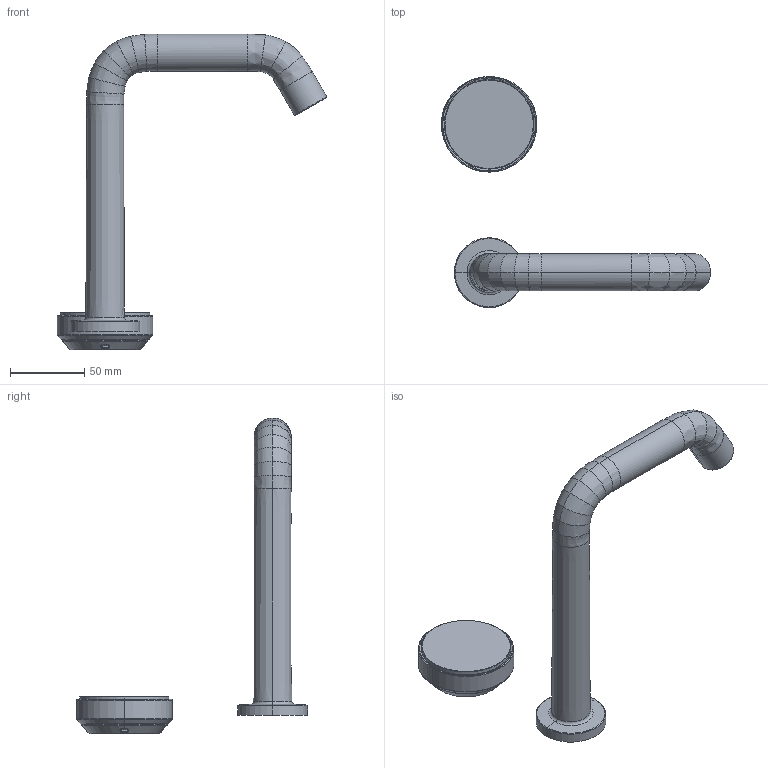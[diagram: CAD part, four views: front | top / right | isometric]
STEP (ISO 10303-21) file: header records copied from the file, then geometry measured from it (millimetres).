
FILE_DESCRIPTION(('CATIA V6 STEP','CAx-IF Rec.Pracs.--- Model Styling and Organization---1.5--- 2016-08-15','CAx-IF Rec.Pracs.---Supplemental Geometry---1.0---2011-11-01','CAx-IF Rec.Pracs.--- Composite Materials ---3.4---2017-06-13','CAx-IF Rec.Pracs.---Tessellated 3D Geometry---1.0---2015-12-17'),'2;1');
FILE_NAME('prd-HG-00287026.stp','2023-02-16T07:28:52+00:00',('none'),('none'),'3DEXPERIENCE Platform3DEXPERIENCE R2021x HotFix 8','3DEXPERIENCE Platform STEP AP242 v2','none');
FILE_SCHEMA(('AP242_MANAGED_MODEL_BASED_3D_ENGINEERING_MIM_LF {1 0 10303 442 1 1 4}'));
Length unit declared in the file: millimetre
Products named in the file (7): P-2_HG_Tecturis_S_2-Loch_WTA_150_CoolS; P-2_Ventilgehaeuse_AVP_BetterSlim; P-2_Fuehrungsring_AVPDN5T; P-2_Griffring_AVPDN5T; P-2_Glasdeckel_AVPDN5T; P-2_Auslauf_WTA_3L-2L_Keramik_BetterSlim; P-2_SR_CA-M18,5x1_HC_TJ_1,2gpm_DC_pink
Assembly tree (6 placements, depth 3):
  P-2_HG_Tecturis_S_2-Loch_WTA_150_CoolS
    P-2_Ventilgehaeuse_AVP_BetterSlim
      P-2_Fuehrungsring_AVPDN5T
      P-2_Griffring_AVPDN5T
      P-2_Glasdeckel_AVPDN5T
    P-2_Auslauf_WTA_3L-2L_Keramik_BetterSlim
    P-2_SR_CA-M18,5x1_HC_TJ_1,2gpm_DC_pink
Bounding box: 181.63 x 155.75 x 213 mm (x, y, z)
Volume: 257019.2 mm3; surface area: 54613.3 mm2
Topology: 6 solids, 6 shells, 1049 faces, 2390 edges, 1362 vertices
Faces by surface type: cylinder 681, plane 183, torus 83, bspline 66, cone 34, sphere 2
Entity records: 32550 total; most frequent: CARTESIAN_POINT 12272, ORIENTED_EDGE 4780, DIRECTION 3010, EDGE_CURVE 2390, VERTEX_POINT 1362, AXIS2_PLACEMENT_3D 1154, VECTOR 1075, LINE 1075
